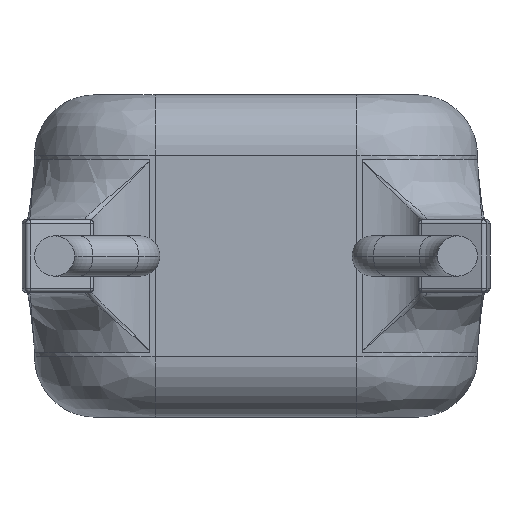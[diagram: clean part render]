
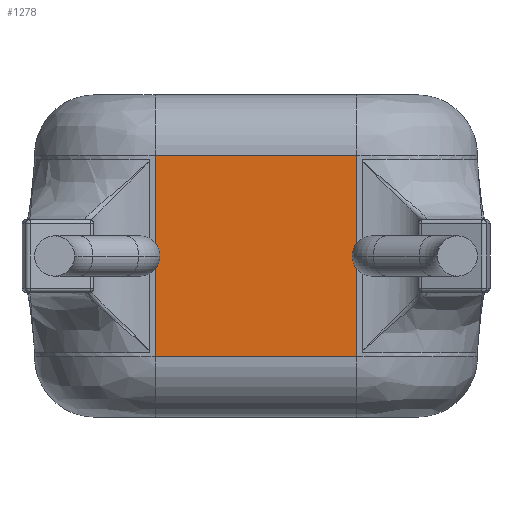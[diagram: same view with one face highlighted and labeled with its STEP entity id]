
A CAD part, front view. The second image highlights one B-rep face of the part: STEP entity #1278.
In plain terms, the highlighted planar face has unit normal (0, -1, 0).
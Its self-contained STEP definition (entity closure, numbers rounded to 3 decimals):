
#138 = CARTESIAN_POINT ( 'NONE',  ( -1.25, -2., -1.25 ) ) ;
#211 = VECTOR ( 'NONE', #5906, 1000. ) ;
#224 = ORIENTED_EDGE ( 'NONE', *, *, #2073, .T. ) ;
#315 = EDGE_CURVE ( 'NONE', #4860, #4965, #3679, .T. ) ;
#882 = VERTEX_POINT ( 'NONE', #138 ) ;
#887 = CARTESIAN_POINT ( 'NONE',  ( -2.75, -2., 2. ) ) ;
#924 = VERTEX_POINT ( 'NONE', #3813 ) ;
#1118 = CARTESIAN_POINT ( 'NONE',  ( -2.75, -2., 1.25 ) ) ;
#1210 = CARTESIAN_POINT ( 'NONE',  ( -1.25, -2., -0.417 ) ) ;
#1278 = ADVANCED_FACE ( 'NONE', ( #5059 ), #4504, .F. ) ;
#1686 = CARTESIAN_POINT ( 'NONE',  ( 1.25, -2., 1.25 ) ) ;
#2073 = EDGE_CURVE ( 'NONE', #4965, #924, #5764, .T. ) ;
#2187 = DIRECTION ( 'NONE',  ( 0., 1., 0. ) ) ;
#2333 = EDGE_LOOP ( 'NONE', ( #5874, #5006, #2404, #224 ) ) ;
#2386 = CARTESIAN_POINT ( 'NONE',  ( 1.25, -2., -1.25 ) ) ;
#2404 = ORIENTED_EDGE ( 'NONE', *, *, #315, .T. ) ;
#2435 = VECTOR ( 'NONE', #3876, 1000. ) ;
#2593 = LINE ( 'NONE', #3087, #211 ) ;
#2959 = CARTESIAN_POINT ( 'NONE',  ( -1.25, -2., 1.25 ) ) ;
#3087 = CARTESIAN_POINT ( 'NONE',  ( 1.25, -2., -1.25 ) ) ;
#3440 = EDGE_CURVE ( 'NONE', #882, #4860, #2593, .T. ) ;
#3679 = B_SPLINE_CURVE_WITH_KNOTS ( 'NONE', 3,
 ( #4401, #4424, #5781, #1686 ),
 .UNSPECIFIED., .F., .F.,
 ( 4, 4 ),
 ( 0.001, 0.003 ),
 .UNSPECIFIED. ) ;
#3813 = CARTESIAN_POINT ( 'NONE',  ( -1.25, -2., 1.25 ) ) ;
#3876 = DIRECTION ( 'NONE',  ( -1., 0., 0. ) ) ;
#4300 = CARTESIAN_POINT ( 'NONE',  ( -1.25, -2., 0.417 ) ) ;
#4401 = CARTESIAN_POINT ( 'NONE',  ( 1.25, -2., -1.25 ) ) ;
#4424 = CARTESIAN_POINT ( 'NONE',  ( 1.25, -2., -0.417 ) ) ;
#4504 = PLANE ( 'NONE',  #4827 ) ;
#4642 = DIRECTION ( 'NONE',  ( 0., 0., 1. ) ) ;
#4827 = AXIS2_PLACEMENT_3D ( 'NONE', #887, #2187, #4642 ) ;
#4860 = VERTEX_POINT ( 'NONE', #2386 ) ;
#4965 = VERTEX_POINT ( 'NONE', #5307 ) ;
#5006 = ORIENTED_EDGE ( 'NONE', *, *, #3440, .T. ) ;
#5059 = FACE_OUTER_BOUND ( 'NONE', #2333, .T. ) ;
#5307 = CARTESIAN_POINT ( 'NONE',  ( 1.25, -2., 1.25 ) ) ;
#5468 = EDGE_CURVE ( 'NONE', #924, #882, #5570, .T. ) ;
#5570 = B_SPLINE_CURVE_WITH_KNOTS ( 'NONE', 3,
 ( #2959, #4300, #1210, #5759 ),
 .UNSPECIFIED., .F., .F.,
 ( 4, 4 ),
 ( 0.001, 0.003 ),
 .UNSPECIFIED. ) ;
#5759 = CARTESIAN_POINT ( 'NONE',  ( -1.25, -2., -1.25 ) ) ;
#5764 = LINE ( 'NONE', #1118, #2435 ) ;
#5781 = CARTESIAN_POINT ( 'NONE',  ( 1.25, -2., 0.417 ) ) ;
#5874 = ORIENTED_EDGE ( 'NONE', *, *, #5468, .T. ) ;
#5906 = DIRECTION ( 'NONE',  ( 1., 0., 0. ) ) ;
